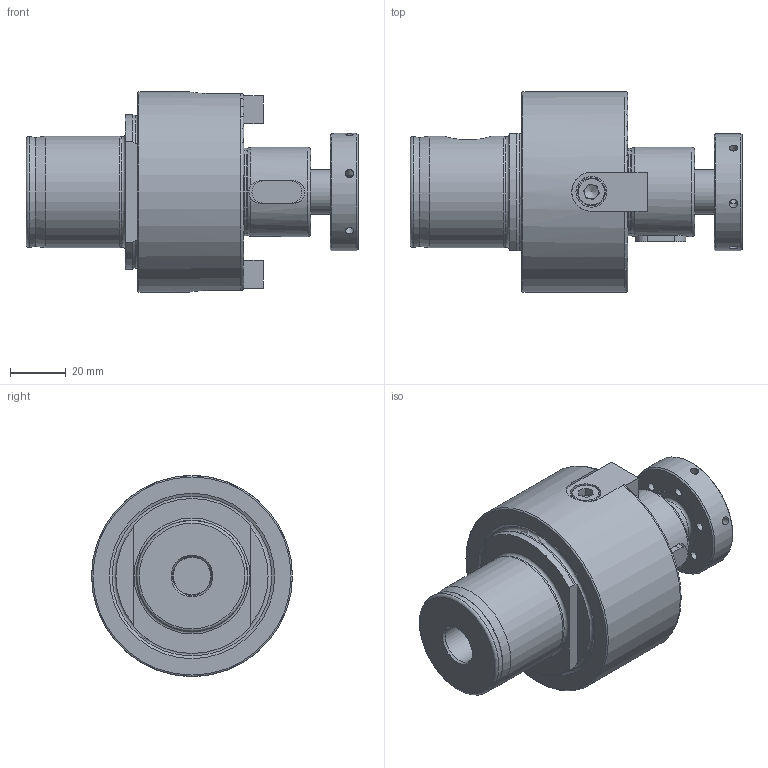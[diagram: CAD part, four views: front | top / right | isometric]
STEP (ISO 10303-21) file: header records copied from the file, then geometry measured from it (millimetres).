
FILE_DESCRIPTION (( 'STEP AP214' ), '1' );
FILE_NAME ('MB7.D32.K01.038.STEP', '2021-02-16T11:32:16', ( '' ), ( '' ), 'SwSTEP 2.0', 'SolidWorks 2017', '' );
FILE_SCHEMA (( 'AUTOMOTIVE_DESIGN' ));
Length unit declared in the file: millimetre
Products named in the file (8): MB7.D32.K01.038; D32-ER1.K63.024_A; D32-ER3.001.020_A; D32-ER2.002.014_A; D32-ER1.K61.024; D32-ER1.K62.010_A; MB7-D32.K01.038_C; ISO 4762 - M6 x 16
Assembly tree (9 placements, depth 3):
  MB7.D32.K01.038
    MB7-D32.K01.038_C
    ISO 4762 - M6 x 16  x2
    D32-ER1.K61.024
      D32-ER1.K63.024_A
      D32-ER1.K62.010_A
    D32-ER2.002.014_A  x2
    D32-ER3.001.020_A
Bounding box: 119 x 72 x 72 mm (x, y, z)
Volume: 226647.9 mm3; surface area: 44527.6 mm2
Topology: 8 solids, 8 shells, 194 faces, 472 edges, 288 vertices
Faces by surface type: plane 76, cylinder 65, cone 37, torus 16
Full cylindrical faces by diameter (mm): 3 x18, 5 x6, 6 x2, 6.5 x2, 10 x3, 11 x2, 14 x1, 16 x1, 17 x1, 23 x1, 24 x1, 31.3 x1, 32 x1, 40 x1, 42 x1, 72 x1
Entity records: 5687 total; most frequent: CARTESIAN_POINT 2052, DIRECTION 668, ORIENTED_EDGE 590, EDGE_CURVE 295, AXIS2_PLACEMENT_3D 290, EDGE_LOOP 265, VERTEX_POINT 216, FACE_OUTER_BOUND 209
